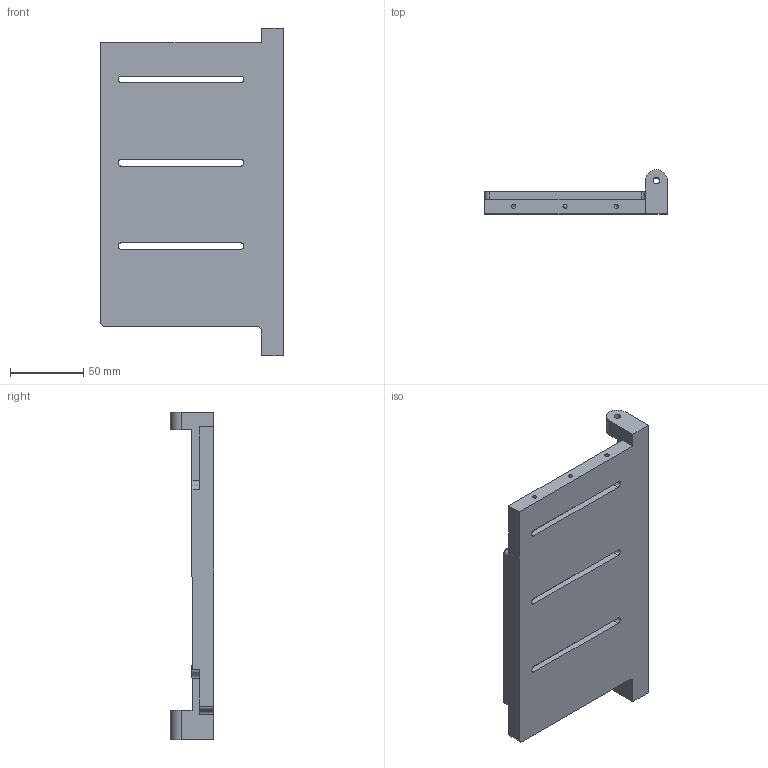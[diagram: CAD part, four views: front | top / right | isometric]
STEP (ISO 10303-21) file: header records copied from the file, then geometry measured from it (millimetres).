
FILE_DESCRIPTION(/* description */ (''),/* implementation_level */ '2;1');
FILE_NAME(/* name */ 'base_L.step',/* time_stamp */ '2025-12-23T23:22:50+09:00',/* author */ (''),/* organization */ (''),/* preprocessor_version */ 'ST-DEVELOPER v20.1',/* originating_system */ 'Autodesk Translation Framework v14.21.0.0',/* authorisation */ '');
FILE_SCHEMA (('AUTOMOTIVE_DESIGN { 1 0 10303 214 3 1 1 }'));
Length unit declared in the file: millimetre
Products named in the file (1): base_L
Bounding box: 125 x 30 x 224 mm (x, y, z)
Volume: 311823.8 mm3; surface area: 67986.6 mm2
Topology: 1 solids, 1 shells, 174 faces, 484 edges, 318 vertices
Faces by surface type: plane 91, bspline 51, cylinder 24, cone 8
Full cylindrical faces by diameter (mm): 2.8 x8, 4.4 x2
Entity records: 6020 total; most frequent: CARTESIAN_POINT 1836, ORIENTED_EDGE 952, DIRECTION 676, EDGE_CURVE 476, LINE 320, VECTOR 320, VERTEX_POINT 318, EDGE_LOOP 198
